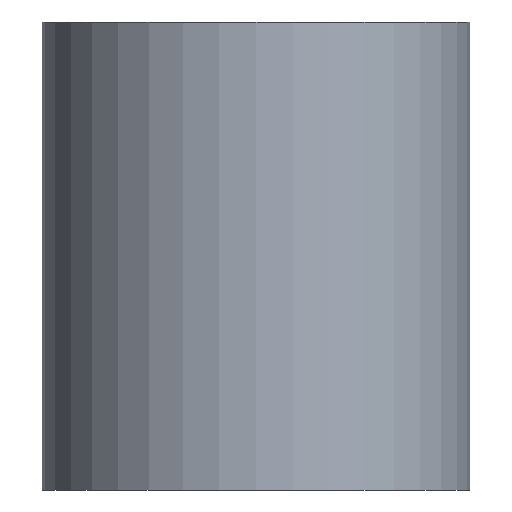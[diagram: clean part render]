
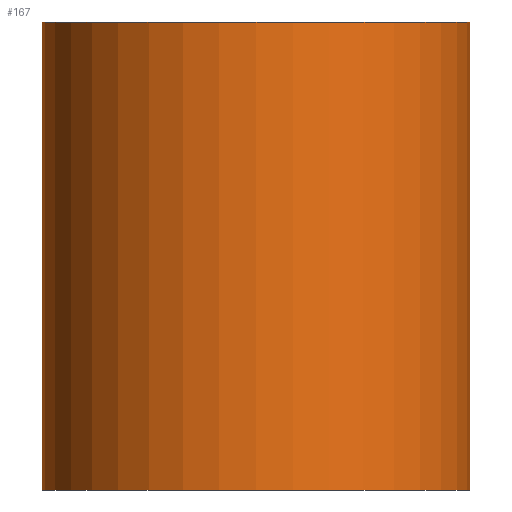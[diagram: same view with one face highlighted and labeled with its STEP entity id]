
A CAD part, front view. The second image highlights one B-rep face of the part: STEP entity #167.
In plain terms, the highlighted cylindrical face has radius 16 mm (diameter 32 mm), a full revolution.
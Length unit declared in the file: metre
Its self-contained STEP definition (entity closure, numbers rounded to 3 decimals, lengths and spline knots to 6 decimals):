
#46=ORIENTED_EDGE('',*,*,#84,.F.);
#47=ORIENTED_EDGE('',*,*,#85,.T.);
#84=EDGE_CURVE('',#103,#103,#118,.T.);
#85=EDGE_CURVE('',#104,#104,#119,.T.);
#103=VERTEX_POINT('',#266);
#104=VERTEX_POINT('',#268);
#118=CIRCLE('',#194,0.016);
#119=CIRCLE('',#195,0.016);
#125=EDGE_LOOP('',(#46));
#126=EDGE_LOOP('',(#47));
#145=FACE_BOUND('',#125,.T.);
#146=FACE_BOUND('',#126,.T.);
#164=CYLINDRICAL_SURFACE('',#193,0.016);
#167=ADVANCED_FACE('',(#145,#146),#164,.T.);
#193=AXIS2_PLACEMENT_3D('',#264,#216,#217);
#194=AXIS2_PLACEMENT_3D('',#265,#218,#219);
#195=AXIS2_PLACEMENT_3D('',#267,#220,#221);
#216=DIRECTION('',(0.,0.,-1.));
#217=DIRECTION('',(-1.,0.,0.));
#218=DIRECTION('',(0.,0.,1.));
#219=DIRECTION('',(1.,0.,0.));
#220=DIRECTION('',(0.,0.,1.));
#221=DIRECTION('',(1.,0.,0.));
#264=CARTESIAN_POINT('',(0.,0.,0.035));
#265=CARTESIAN_POINT('',(0.,0.,0.035));
#266=CARTESIAN_POINT('',(0.016,0.,0.035));
#267=CARTESIAN_POINT('',(0.,0.,0.));
#268=CARTESIAN_POINT('',(0.016,0.,0.));
